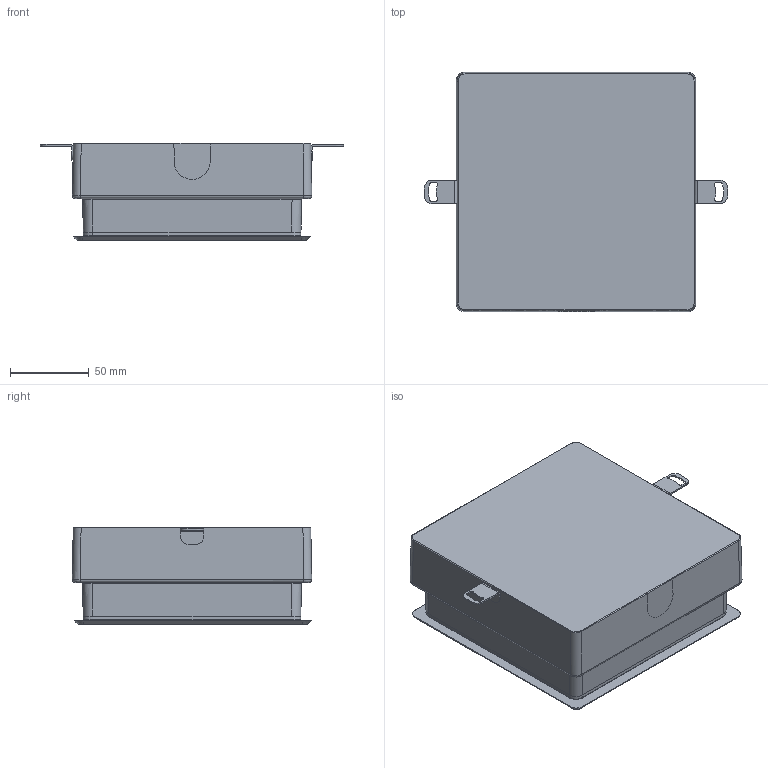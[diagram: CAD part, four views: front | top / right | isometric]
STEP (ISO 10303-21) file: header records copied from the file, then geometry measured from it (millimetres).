
FILE_DESCRIPTION(/* description */ (''),/* implementation_level */ '2;1');
FILE_NAME(/* name */ 'T4001100_EGO 150 WO ACCIAIO FLAT QUADRO',/* time_stamp */ '2018-02-05T18:58:46+01:00',/* author */ (''),/* organization */ (''),/* preprocessor_version */ 'ST-DEVELOPER v15',/* originating_system */ '',/* authorisation */ '');
FILE_SCHEMA (('CONFIG_CONTROL_DESIGN'));
Length unit declared in the file: millimetre
Products named in the file (1): Document
Bounding box: 192.12 x 151.71 x 61.95 mm (x, y, z)
Volume: 109851.3 mm3; surface area: 139460.3 mm2
Topology: 7 solids, 8 shells, 283 faces, 732 edges, 465 vertices
Faces by surface type: bspline 152, plane 131
Entity records: 10020 total; most frequent: CARTESIAN_POINT 5489, ORIENTED_EDGE 1456, EDGE_CURVE 732, B_SPLINE_CURVE_WITH_KNOTS 475, VERTEX_POINT 465, EDGE_LOOP 307, ADVANCED_FACE 283, FACE_OUTER_BOUND 283
